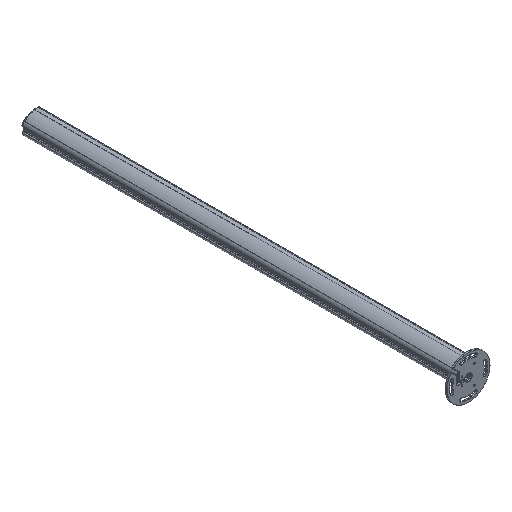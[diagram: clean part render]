
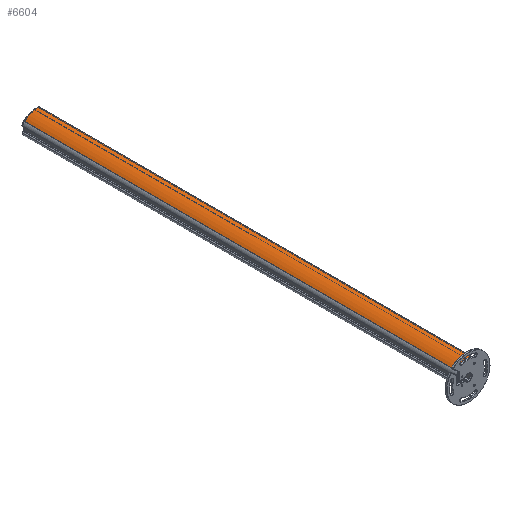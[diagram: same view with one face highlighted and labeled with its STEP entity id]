
A CAD part, isometric view. The second image highlights one B-rep face of the part: STEP entity #6604.
In plain terms, the highlighted cylindrical face has radius 79.059 mm (diameter 158.118 mm), a partial arc.
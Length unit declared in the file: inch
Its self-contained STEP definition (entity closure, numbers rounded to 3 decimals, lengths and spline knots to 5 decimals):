
#230 = AXIS2_PLACEMENT_3D ( 'NONE', #1496, #4656, #2472 ) ;
#242 = ORIENTED_EDGE ( 'NONE', *, *, #4013, .T. ) ;
#427 = DIRECTION ( 'NONE',  ( 0., 0., 1. ) ) ;
#903 = EDGE_CURVE ( 'NONE', #4477, #2687, #1996, .T. ) ;
#951 = CARTESIAN_POINT ( 'NONE',  ( -1.18179, -37.59843, 1.08728 ) ) ;
#1030 = CIRCLE ( 'NONE', #1919, 3.11255 ) ;
#1066 = DIRECTION ( 'NONE',  ( 0., 1., 0. ) ) ;
#1170 = EDGE_CURVE ( 'NONE', #2687, #2071, #5905, .T. ) ;
#1496 = CARTESIAN_POINT ( 'NONE',  ( 0.97978, 37.59843, -1.15227 ) ) ;
#1726 = VECTOR ( 'NONE', #1066, 39.37008 ) ;
#1755 = DIRECTION ( 'NONE',  ( 0., 0., 1. ) ) ;
#1823 = CYLINDRICAL_SURFACE ( 'NONE', #2560, 3.11255 ) ;
#1919 = AXIS2_PLACEMENT_3D ( 'NONE', #3054, #2000, #427 ) ;
#1941 = CARTESIAN_POINT ( 'NONE',  ( 1.39558, -37.59843, 1.93239 ) ) ;
#1996 = CIRCLE ( 'NONE', #230, 3.11255 ) ;
#2000 = DIRECTION ( 'NONE',  ( 0., 1., 0. ) ) ;
#2071 = VERTEX_POINT ( 'NONE', #951 ) ;
#2086 = CARTESIAN_POINT ( 'NONE',  ( -1.18179, -37.59843, 1.08728 ) ) ;
#2181 = EDGE_LOOP ( 'NONE', ( #4665, #6764, #242, #5018 ) ) ;
#2185 = CARTESIAN_POINT ( 'NONE',  ( -1.18179, 37.59843, 1.08728 ) ) ;
#2472 = DIRECTION ( 'NONE',  ( 0., 0., 1. ) ) ;
#2560 = AXIS2_PLACEMENT_3D ( 'NONE', #3462, #3958, #1755 ) ;
#2574 = LINE ( 'NONE', #4759, #1726 ) ;
#2669 = EDGE_CURVE ( 'NONE', #2071, #5214, #1030, .T. ) ;
#2687 = VERTEX_POINT ( 'NONE', #2185 ) ;
#3054 = CARTESIAN_POINT ( 'NONE',  ( 0.97978, -37.59843, -1.15227 ) ) ;
#3287 = DIRECTION ( 'NONE',  ( 0., -1., 0. ) ) ;
#3462 = CARTESIAN_POINT ( 'NONE',  ( 0.97978, -37.59843, -1.15227 ) ) ;
#3958 = DIRECTION ( 'NONE',  ( 0., 1., 0. ) ) ;
#4013 = EDGE_CURVE ( 'NONE', #5214, #4477, #2574, .T. ) ;
#4426 = VECTOR ( 'NONE', #3287, 39.37008 ) ;
#4477 = VERTEX_POINT ( 'NONE', #5821 ) ;
#4656 = DIRECTION ( 'NONE',  ( 0., -1., 0. ) ) ;
#4665 = ORIENTED_EDGE ( 'NONE', *, *, #1170, .T. ) ;
#4759 = CARTESIAN_POINT ( 'NONE',  ( 1.39558, -37.59843, 1.93239 ) ) ;
#5018 = ORIENTED_EDGE ( 'NONE', *, *, #903, .T. ) ;
#5214 = VERTEX_POINT ( 'NONE', #1941 ) ;
#5821 = CARTESIAN_POINT ( 'NONE',  ( 1.39558, 37.59843, 1.93239 ) ) ;
#5905 = LINE ( 'NONE', #2086, #4426 ) ;
#6507 = FACE_OUTER_BOUND ( 'NONE', #2181, .T. ) ;
#6604 = ADVANCED_FACE ( 'NONE', ( #6507 ), #1823, .T. ) ;
#6764 = ORIENTED_EDGE ( 'NONE', *, *, #2669, .T. ) ;
